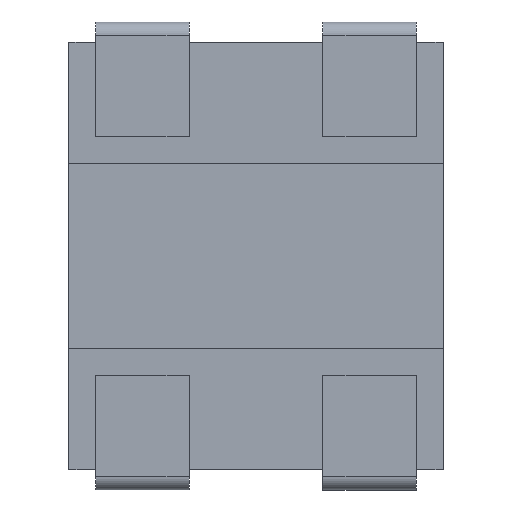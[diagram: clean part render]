
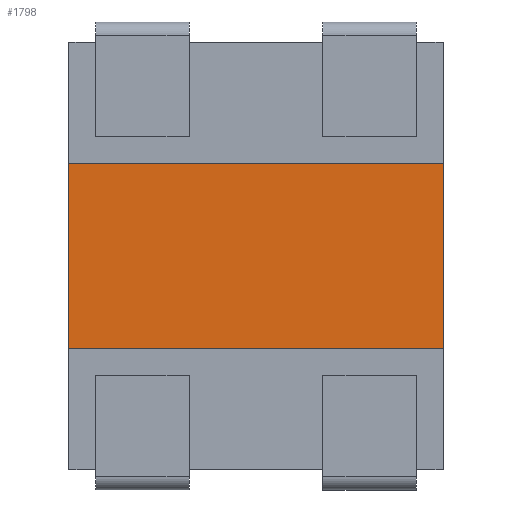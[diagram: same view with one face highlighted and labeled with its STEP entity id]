
A CAD part, front view. The second image highlights one B-rep face of the part: STEP entity #1798.
In plain terms, the highlighted planar face has unit normal (0, -1, 0).
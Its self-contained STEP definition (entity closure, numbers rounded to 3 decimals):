
#164 = EDGE_CURVE ( 'NONE', #2539, #4000, #1897, .T. ) ;
#299 = FACE_OUTER_BOUND ( 'NONE', #1089, .T. ) ;
#306 = VECTOR ( 'NONE', #1906, 1000. ) ;
#400 = LINE ( 'NONE', #1588, #306 ) ;
#456 = VECTOR ( 'NONE', #1126, 1000. ) ;
#548 = LINE ( 'NONE', #3294, #456 ) ;
#651 = EDGE_CURVE ( 'NONE', #1515, #3081, #400, .T. ) ;
#816 = CARTESIAN_POINT ( 'NONE',  ( -2.538, 0., -1.39 ) ) ;
#827 = DIRECTION ( 'NONE',  ( -1., 0., 0. ) ) ;
#865 = VECTOR ( 'NONE', #1666, 1000. ) ;
#970 = LINE ( 'NONE', #1984, #865 ) ;
#1060 = PLANE ( 'NONE',  #3479 ) ;
#1074 = DIRECTION ( 'NONE',  ( 0., 1., 0. ) ) ;
#1089 = EDGE_LOOP ( 'NONE', ( #2394, #3582, #1722, #2999 ) ) ;
#1126 = DIRECTION ( 'NONE',  ( 0., 0., 1. ) ) ;
#1444 = CARTESIAN_POINT ( 'NONE',  ( -2.538, 0., -1.39 ) ) ;
#1515 = VERTEX_POINT ( 'NONE', #1823 ) ;
#1588 = CARTESIAN_POINT ( 'NONE',  ( -2.538, 0., -0.01 ) ) ;
#1595 = VECTOR ( 'NONE', #827, 1000. ) ;
#1666 = DIRECTION ( 'NONE',  ( 0., 0., -1. ) ) ;
#1722 = ORIENTED_EDGE ( 'NONE', *, *, #2581, .F. ) ;
#1798 = ADVANCED_FACE ( 'NONE', ( #299 ), #1060, .F. ) ;
#1823 = CARTESIAN_POINT ( 'NONE',  ( -2.538, 0., -0.01 ) ) ;
#1897 = LINE ( 'NONE', #1444, #1595 ) ;
#1906 = DIRECTION ( 'NONE',  ( 1., 0., 0. ) ) ;
#1984 = CARTESIAN_POINT ( 'NONE',  ( 0.262, 0., -1.39 ) ) ;
#2394 = ORIENTED_EDGE ( 'NONE', *, *, #3339, .F. ) ;
#2539 = VERTEX_POINT ( 'NONE', #2909 ) ;
#2581 = EDGE_CURVE ( 'NONE', #3081, #2539, #970, .T. ) ;
#2909 = CARTESIAN_POINT ( 'NONE',  ( 0.262, 0., -1.39 ) ) ;
#2925 = CARTESIAN_POINT ( 'NONE',  ( 0., 0., 0. ) ) ;
#2999 = ORIENTED_EDGE ( 'NONE', *, *, #651, .F. ) ;
#3081 = VERTEX_POINT ( 'NONE', #3512 ) ;
#3244 = DIRECTION ( 'NONE',  ( 0., 0., 1. ) ) ;
#3294 = CARTESIAN_POINT ( 'NONE',  ( -2.538, 0., -1.39 ) ) ;
#3339 = EDGE_CURVE ( 'NONE', #4000, #1515, #548, .T. ) ;
#3479 = AXIS2_PLACEMENT_3D ( 'NONE', #2925, #1074, #3244 ) ;
#3512 = CARTESIAN_POINT ( 'NONE',  ( 0.262, 0., -0.01 ) ) ;
#3582 = ORIENTED_EDGE ( 'NONE', *, *, #164, .F. ) ;
#4000 = VERTEX_POINT ( 'NONE', #816 ) ;
